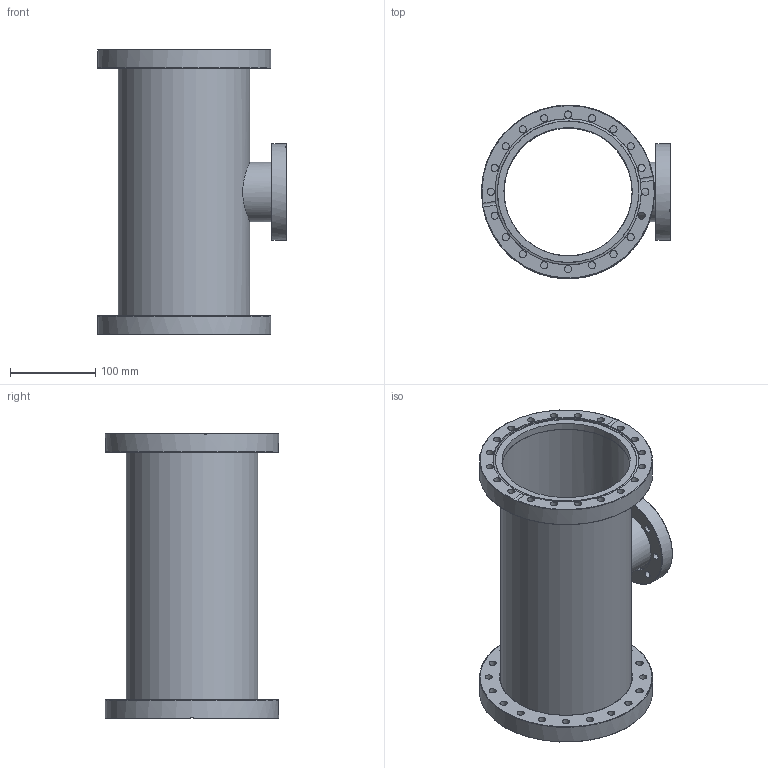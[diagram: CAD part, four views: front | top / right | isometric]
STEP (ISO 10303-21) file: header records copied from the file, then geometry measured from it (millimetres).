
FILE_DESCRIPTION((''),'2;1');
FILE_NAME('UTE1563R-304.stp','2009-04-30T14:10:16',('hasers'),(''),'Autodesk Inventor 2008','Autodesk Inventor 2008','');
FILE_SCHEMA(('AUTOMOTIVE_DESIGN { 1 0 10303 214 1 1 1 1 }'));
Length unit declared in the file: millimetre
Products named in the file (8): UTE1563R-304; Rohre [Subject [Summary]=normal][Keywords [Summary]=1.4301][Title [Summary]=154x2,0 (0,5m)]_2; Rohre [Subject [Summary]=normal][Keywords [Summary]=1.4301][Title [Summary]=70x2,0 (0,5m)]_2; CF-R [Subject [Summary]=-304][Title [Summary]=F150RIB154]; CF-R [Subject [Summary]=-304][Title [Summary]=F150RO]; CF-R [Subject [Summary]=-304][Title [Summary]=F63RIB70]; CF-R [Subject [Summary]=-304][Title [Summary]=F63RO]; CF-07 [Keywords [Summary]=1.4301][Company [Summary]=Vacom][Title [Summary]=F150B154]
Assembly tree (7 placements, depth 2):
  UTE1563R-304
    Rohre [Subject [Summary]=normal][Keywords [Summary]=1.4301][Title [Summary]=154x2,0 (0,5m)]_2
    Rohre [Subject [Summary]=normal][Keywords [Summary]=1.4301][Title [Summary]=70x2,0 (0,5m)]_2
    CF-R [Subject [Summary]=-304][Title [Summary]=F150RIB154]
    CF-R [Subject [Summary]=-304][Title [Summary]=F150RO]
    CF-R [Subject [Summary]=-304][Title [Summary]=F63RIB70]
    CF-R [Subject [Summary]=-304][Title [Summary]=F63RO]
    CF-07 [Keywords [Summary]=1.4301][Company [Summary]=Vacom][Title [Summary]=F150B154]
Bounding box: 221.5 x 203 x 334 mm (x, y, z)
Volume: 953472.5 mm3; surface area: 494699 mm2
Topology: 7 solids, 7 shells, 128 faces, 369 edges, 257 vertices
Faces by surface type: bspline 64, cylinder 20, plane 18, torus 18, cone 8
Full cylindrical faces by diameter (mm): 66 x1, 70 x1, 82.4 x1, 83.2 x1, 113.5 x1, 150 x1, 150.5 x1, 154 x1, 154.5 x1, 171.3 x1, 171.4 x1, 172.1 x1, 203 x2
Entity records: 5482 total; most frequent: CARTESIAN_POINT 2595, DIRECTION 511, ORIENTED_EDGE 422, EDGE_LOOP 335, AXIS2_PLACEMENT_3D 249, EDGE_CURVE 211, FACE_BOUND 207, VERTEX_POINT 192
